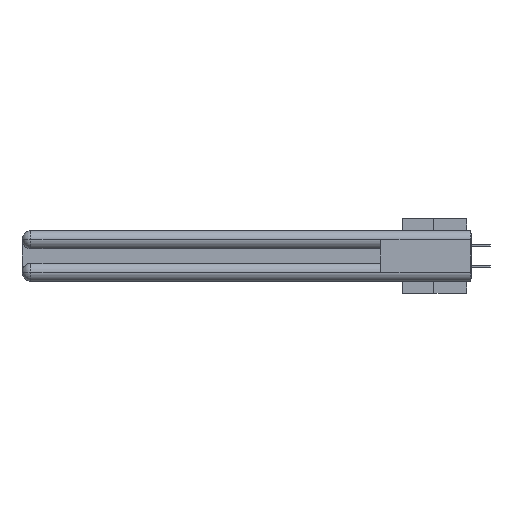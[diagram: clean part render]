
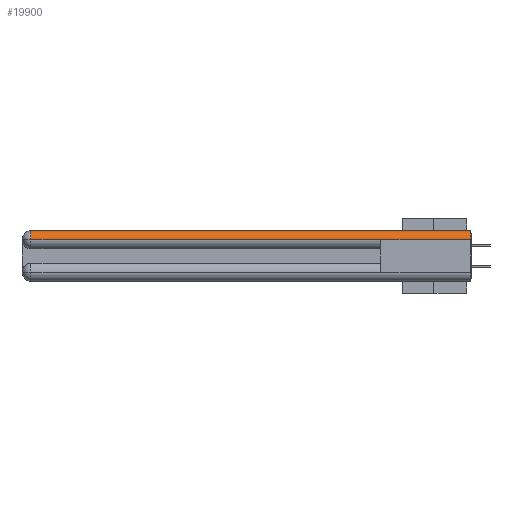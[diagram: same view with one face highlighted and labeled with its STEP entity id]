
A CAD part, left-side view. The second image highlights one B-rep face of the part: STEP entity #19900.
In plain terms, the highlighted cylindrical face has radius 1.562 mm (diameter 3.124 mm), a partial arc.
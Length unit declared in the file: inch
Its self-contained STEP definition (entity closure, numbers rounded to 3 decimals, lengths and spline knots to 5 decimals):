
#429 = CARTESIAN_POINT ( 'NONE',  ( 0.0615, 0., -0.0615 ) ) ;
#572 = CARTESIAN_POINT ( 'NONE',  ( 0.0615, 2.94, -0.0615 ) ) ;
#2861 = CARTESIAN_POINT ( 'NONE',  ( 0.0615, 2.94, 0. ) ) ;
#3158 = CARTESIAN_POINT ( 'NONE',  ( 0., 0., -0.0615 ) ) ;
#3661 = ORIENTED_EDGE ( 'NONE', *, *, #38840, .F. ) ;
#4874 = ORIENTED_EDGE ( 'NONE', *, *, #18445, .T. ) ;
#7750 = AXIS2_PLACEMENT_3D ( 'NONE', #429, #31134, #15590 ) ;
#9504 = DIRECTION ( 'NONE',  ( 0., 1., 0. ) ) ;
#10976 = CARTESIAN_POINT ( 'NONE',  ( 0.0615, 0., 0. ) ) ;
#11608 = EDGE_CURVE ( 'NONE', #25161, #43177, #19774, .T. ) ;
#11754 = EDGE_CURVE ( 'NONE', #31062, #22471, #40504, .T. ) ;
#12140 = VERTEX_POINT ( 'NONE', #38575 ) ;
#12959 = LINE ( 'NONE', #41007, #17755 ) ;
#15233 = AXIS2_PLACEMENT_3D ( 'NONE', #19903, #9504, #40274 ) ;
#15590 = DIRECTION ( 'NONE',  ( 1., 0., 0. ) ) ;
#16000 = FACE_OUTER_BOUND ( 'NONE', #38898, .T. ) ;
#16979 = DIRECTION ( 'NONE',  ( 0., -1., 0. ) ) ;
#17755 = VECTOR ( 'NONE', #23926, 39.37008 ) ;
#18445 = EDGE_CURVE ( 'NONE', #43177, #22471, #12959, .T. ) ;
#19614 = VECTOR ( 'NONE', #40987, 39.37008 ) ;
#19774 = CIRCLE ( 'NONE', #30371, 0.0615 ) ;
#19900 = ADVANCED_FACE ( 'NONE', ( #16000 ), #37781, .T. ) ;
#19903 = CARTESIAN_POINT ( 'NONE',  ( 0.0615, 0., -0.0615 ) ) ;
#20618 = CARTESIAN_POINT ( 'NONE',  ( 0., 2.94, -0.0615 ) ) ;
#20891 = ORIENTED_EDGE ( 'NONE', *, *, #11608, .T. ) ;
#21111 = EDGE_CURVE ( 'NONE', #25161, #12140, #27627, .T. ) ;
#22471 = VERTEX_POINT ( 'NONE', #28161 ) ;
#23926 = DIRECTION ( 'NONE',  ( 0., -1., 0. ) ) ;
#24445 = ORIENTED_EDGE ( 'NONE', *, *, #11754, .F. ) ;
#25161 = VERTEX_POINT ( 'NONE', #2861 ) ;
#27627 = LINE ( 'NONE', #10976, #19614 ) ;
#28161 = CARTESIAN_POINT ( 'NONE',  ( 0., 0.6, -0.0615 ) ) ;
#28605 = CIRCLE ( 'NONE', #7750, 0.0615 ) ;
#29899 = VECTOR ( 'NONE', #43567, 39.37008 ) ;
#30371 = AXIS2_PLACEMENT_3D ( 'NONE', #572, #16979, #40729 ) ;
#31062 = VERTEX_POINT ( 'NONE', #3158 ) ;
#31134 = DIRECTION ( 'NONE',  ( 0., -1., 0. ) ) ;
#37781 = CYLINDRICAL_SURFACE ( 'NONE', #15233, 0.0615 ) ;
#38575 = CARTESIAN_POINT ( 'NONE',  ( 0.0615, 0., 0. ) ) ;
#38840 = EDGE_CURVE ( 'NONE', #12140, #31062, #28605, .T. ) ;
#38898 = EDGE_LOOP ( 'NONE', ( #41085, #20891, #4874, #24445, #3661 ) ) ;
#39958 = CARTESIAN_POINT ( 'NONE',  ( 0., 3., -0.0615 ) ) ;
#40274 = DIRECTION ( 'NONE',  ( 0., 0., 1. ) ) ;
#40504 = LINE ( 'NONE', #39958, #29899 ) ;
#40729 = DIRECTION ( 'NONE',  ( 0., 0., 1. ) ) ;
#40987 = DIRECTION ( 'NONE',  ( 0., -1., 0. ) ) ;
#41007 = CARTESIAN_POINT ( 'NONE',  ( 0., 3., -0.0615 ) ) ;
#41085 = ORIENTED_EDGE ( 'NONE', *, *, #21111, .F. ) ;
#43177 = VERTEX_POINT ( 'NONE', #20618 ) ;
#43567 = DIRECTION ( 'NONE',  ( 0., 1., 0. ) ) ;
